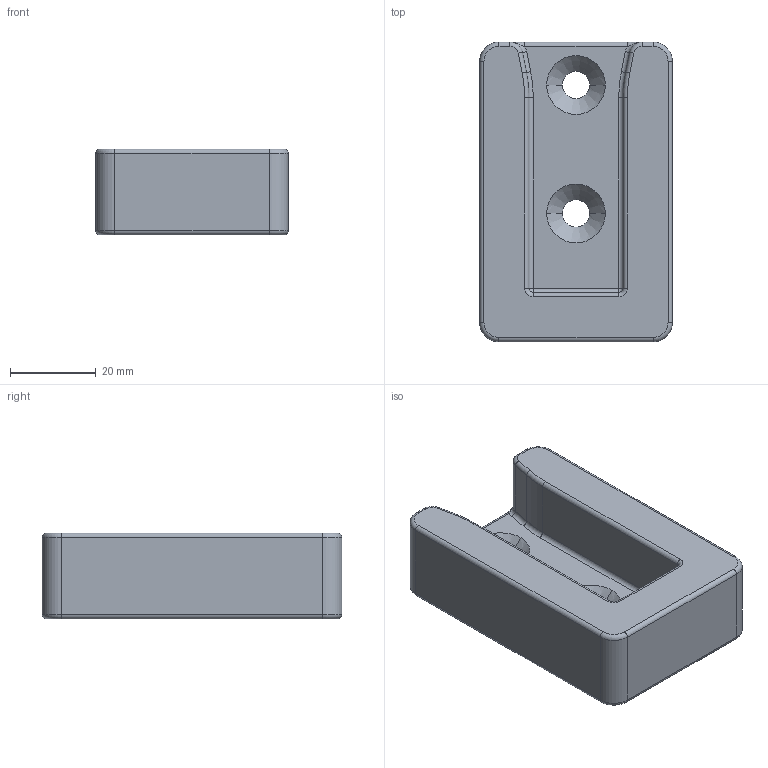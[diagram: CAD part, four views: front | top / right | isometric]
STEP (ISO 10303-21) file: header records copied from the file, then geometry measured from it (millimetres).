
FILE_DESCRIPTION (( 'STEP AP203' ), '1' );
FILE_NAME ('084.307.055.STEP', '2015-02-10T15:28:07', ( '' ), ( '' ), 'SwSTEP 2.0', 'SolidWorks 2012', '' );
FILE_SCHEMA (( 'CONFIG_CONTROL_DESIGN' ));
Length unit declared in the file: millimetre
Products named in the file (1): 084.307.055
Bounding box: 45 x 70 x 20 mm (x, y, z)
Volume: 31411.1 mm3; surface area: 16987.3 mm2
Topology: 1 solids, 1 shells, 196 faces, 446 edges, 234 vertices
Faces by surface type: cylinder 94, torus 40, plane 36, sphere 20, cone 4, bspline 2
Entity records: 5419 total; most frequent: DIRECTION 1042, CARTESIAN_POINT 953, ORIENTED_EDGE 848, AXIS2_PLACEMENT_3D 427, EDGE_CURVE 424, VERTEX_POINT 234, CIRCLE 232, EDGE_LOOP 204
